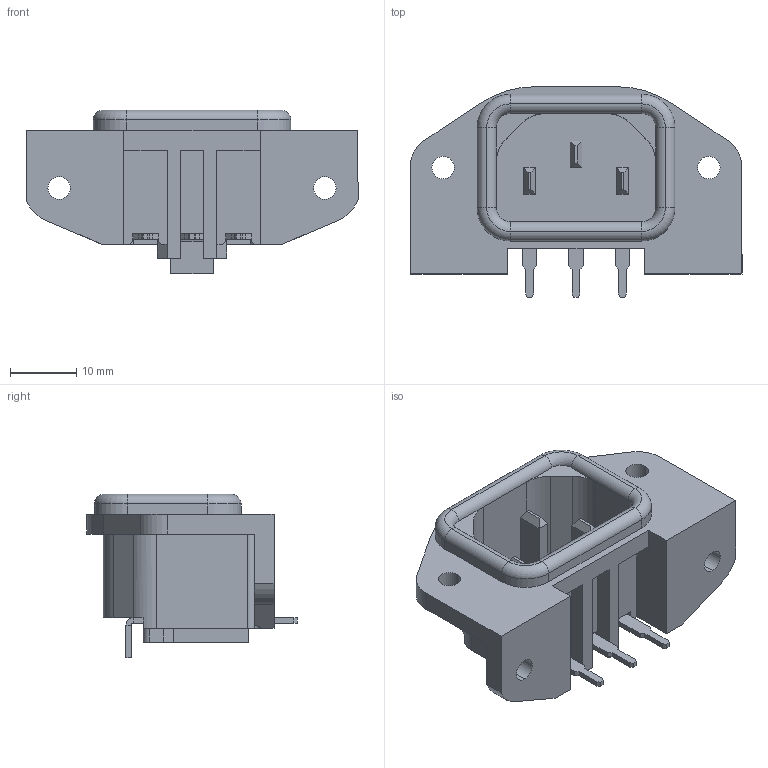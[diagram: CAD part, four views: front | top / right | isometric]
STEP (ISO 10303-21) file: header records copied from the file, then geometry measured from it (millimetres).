
FILE_DESCRIPTION (( 'STEP AP214' ), '1' );
FILE_NAME ('703W-00-53.STEP', '2018-09-10T18:07:22', ( '' ), ( '' ), 'SwSTEP 2.0', 'SolidWorks 2017', '' );
FILE_SCHEMA (( 'AUTOMOTIVE_DESIGN' ));
Length unit declared in the file: millimetre
Products named in the file (1): 703W-00-53
Bounding box: 50 x 31.7 x 24.6 mm (x, y, z)
Volume: 7599.2 mm3; surface area: 7924.9 mm2
Topology: 7 solids, 7 shells, 244 faces, 641 edges, 412 vertices
Faces by surface type: plane 193, cylinder 43, torus 8
Entity records: 7509 total; most frequent: CARTESIAN_POINT 1304, ORIENTED_EDGE 1282, DIRECTION 1225, EDGE_CURVE 641, VECTOR 543, LINE 543, VERTEX_POINT 412, AXIS2_PLACEMENT_3D 341
